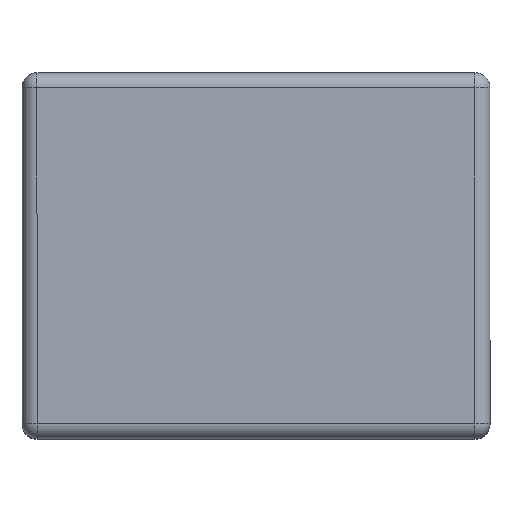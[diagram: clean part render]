
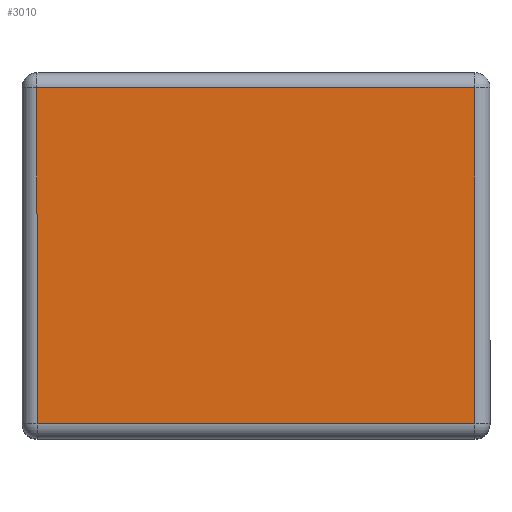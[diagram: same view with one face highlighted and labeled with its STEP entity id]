
A CAD part, top view. The second image highlights one B-rep face of the part: STEP entity #3010.
In plain terms, the highlighted planar face has unit normal (0, 0, 1).
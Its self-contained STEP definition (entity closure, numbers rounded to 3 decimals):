
#72 = CARTESIAN_POINT ( 'NONE',  ( -7.3, -6.1, 13. ) ) ;
#289 = EDGE_CURVE ( 'NONE', #11460, #4974, #8094, .T. ) ;
#1149 = ORIENTED_EDGE ( 'NONE', *, *, #11897, .T. ) ;
#1651 = PLANE ( 'NONE',  #12069 ) ;
#2952 = VERTEX_POINT ( 'NONE', #10430 ) ;
#3010 = ADVANCED_FACE ( 'NONE', ( #9440 ), #1651, .T. ) ;
#4110 = ORIENTED_EDGE ( 'NONE', *, *, #7627, .T. ) ;
#4314 = CARTESIAN_POINT ( 'NONE',  ( 7.3, 6.1, 13. ) ) ;
#4542 = ORIENTED_EDGE ( 'NONE', *, *, #289, .T. ) ;
#4675 = DIRECTION ( 'NONE',  ( 0., -1., 0. ) ) ;
#4776 = VECTOR ( 'NONE', #5749, 1000. ) ;
#4974 = VERTEX_POINT ( 'NONE', #14365 ) ;
#5440 = VECTOR ( 'NONE', #11423, 1000. ) ;
#5749 = DIRECTION ( 'NONE',  ( -1., 0., 0. ) ) ;
#6886 = EDGE_CURVE ( 'NONE', #4974, #7912, #14555, .T. ) ;
#7627 = EDGE_CURVE ( 'NONE', #7912, #2952, #7740, .T. ) ;
#7740 = LINE ( 'NONE', #4314, #5440 ) ;
#7912 = VERTEX_POINT ( 'NONE', #14289 ) ;
#8094 = LINE ( 'NONE', #72, #9255 ) ;
#8188 = CARTESIAN_POINT ( 'NONE',  ( -7.8, 5.6, 13. ) ) ;
#8737 = CARTESIAN_POINT ( 'NONE',  ( 7.8, -5.6, 13. ) ) ;
#9255 = VECTOR ( 'NONE', #4675, 1000. ) ;
#9440 = FACE_OUTER_BOUND ( 'NONE', #13936, .T. ) ;
#9511 = CARTESIAN_POINT ( 'NONE',  ( 0., 0., 13. ) ) ;
#10430 = CARTESIAN_POINT ( 'NONE',  ( 7.3, 5.6, 13. ) ) ;
#11423 = DIRECTION ( 'NONE',  ( 0., 1., 0. ) ) ;
#11433 = VECTOR ( 'NONE', #12242, 1000. ) ;
#11460 = VERTEX_POINT ( 'NONE', #12044 ) ;
#11897 = EDGE_CURVE ( 'NONE', #2952, #11460, #14869, .T. ) ;
#11961 = DIRECTION ( 'NONE',  ( 1., 0., 0. ) ) ;
#12044 = CARTESIAN_POINT ( 'NONE',  ( -7.3, 5.6, 13. ) ) ;
#12069 = AXIS2_PLACEMENT_3D ( 'NONE', #9511, #14129, #11961 ) ;
#12242 = DIRECTION ( 'NONE',  ( 1., 0., 0. ) ) ;
#13936 = EDGE_LOOP ( 'NONE', ( #4110, #1149, #4542, #14606 ) ) ;
#14129 = DIRECTION ( 'NONE',  ( 0., 0., 1. ) ) ;
#14289 = CARTESIAN_POINT ( 'NONE',  ( 7.3, -5.6, 13. ) ) ;
#14365 = CARTESIAN_POINT ( 'NONE',  ( -7.3, -5.6, 13. ) ) ;
#14555 = LINE ( 'NONE', #8737, #11433 ) ;
#14606 = ORIENTED_EDGE ( 'NONE', *, *, #6886, .T. ) ;
#14869 = LINE ( 'NONE', #8188, #4776 ) ;
